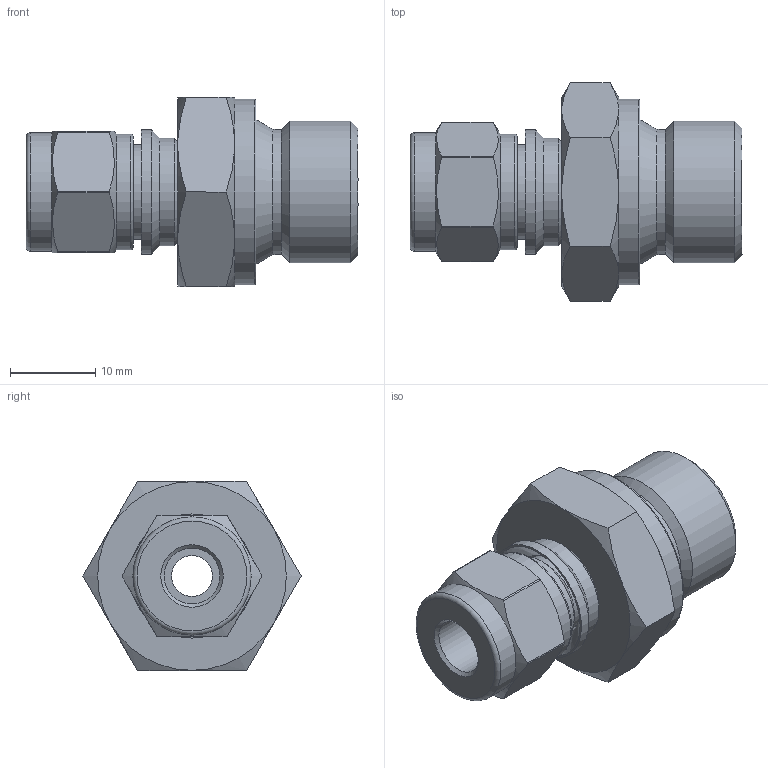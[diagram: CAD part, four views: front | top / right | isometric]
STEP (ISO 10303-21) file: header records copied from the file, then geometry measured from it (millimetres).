
FILE_DESCRIPTION(/* description */ (''),/* implementation_level */ '2;1');
FILE_NAME(/* name */ 'SGMCI-4-6G.stp',/* time_stamp */ '2022-05-06T09:27:23+09:00',/* author */ ('user'),/* organization */ (''),/* preprocessor_version */ 'ST-DEVELOPER v18.1',/* originating_system */ 'Autodesk Inventor 2022',/* authorisation */ '');
FILE_SCHEMA (('AUTOMOTIVE_DESIGN { 1 0 10303 214 3 1 1 }'));
Length unit declared in the file: millimetre
Products named in the file (1): SGMC-4-6G
Bounding box: 39.04 x 25.66 x 22.23 mm (x, y, z)
Volume: 7968.5 mm3; surface area: 4035.6 mm2
Topology: 1 solids, 1 shells, 56 faces, 124 edges, 77 vertices
Faces by surface type: plane 21, cylinder 18, cone 14, torus 3
Full cylindrical faces by diameter (mm): 4.826 x1, 6.55 x1, 9.4 x1, 10.1 x1, 11.112 x1, 12.6 x1, 13.6 x1, 13.9 x1, 14.6 x1, 14.7 x1, 16.62 x1, 21.8 x1
Entity records: 1569 total; most frequent: CARTESIAN_POINT 306, DIRECTION 270, ORIENTED_EDGE 248, EDGE_CURVE 124, AXIS2_PLACEMENT_3D 113, VERTEX_POINT 77, EDGE_LOOP 65, CIRCLE 56
